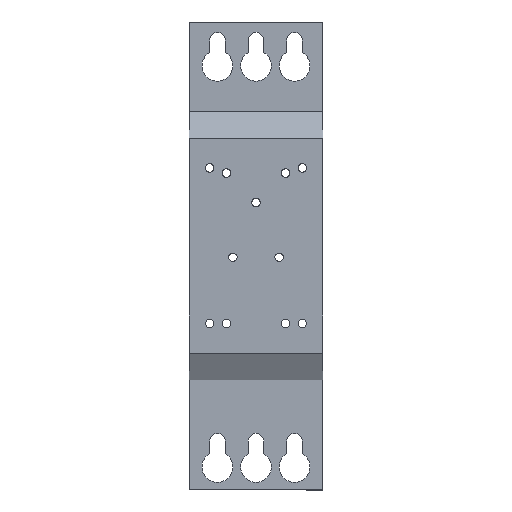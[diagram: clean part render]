
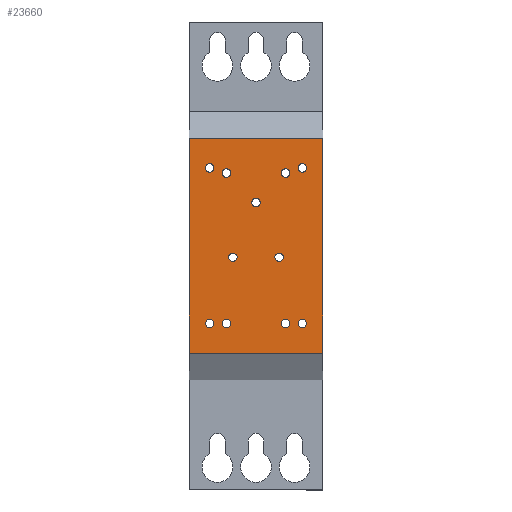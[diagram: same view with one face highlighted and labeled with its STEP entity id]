
A CAD part, top view. The second image highlights one B-rep face of the part: STEP entity #23660.
In plain terms, the highlighted face is planar.
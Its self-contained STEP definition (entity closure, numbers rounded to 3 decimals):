
#5160=CARTESIAN_POINT('',(84.287,3.,
-63.5));
#5170=VERTEX_POINT('',#5160);
#5200=CARTESIAN_POINT('',(82.637,3.,
-63.5));
#5210=DIRECTION('',(0.,1.,0.));
#5220=DIRECTION('',(1.,0.,0.));
#5230=AXIS2_PLACEMENT_3D('',#5200,#5210,#5220);
#5240=CIRCLE('',#5230,1.65);
#5250=CARTESIAN_POINT('',(80.987,3.,
-63.5));
#5260=VERTEX_POINT('',#5250);
#5270=EDGE_CURVE('',#5260,#5170,#5240,.T.);
#5550=CARTESIAN_POINT('',(108.387,3.,-56.15));
#5560=VERTEX_POINT('',#5550);
#5640=CARTESIAN_POINT('',(108.387,3.,-52.85));
#5650=VERTEX_POINT('',#5640);
#5680=CARTESIAN_POINT('',(108.387,3.,-54.5));
#5690=DIRECTION('',(0.,-1.,0.));
#5700=DIRECTION('',(0.,0.,-1.));
#5710=AXIS2_PLACEMENT_3D('',#5680,#5690,#5700);
#5720=CIRCLE('',#5710,1.65);
#5730=EDGE_CURVE('',#5650,#5560,#5720,.T.);
#6430=CARTESIAN_POINT('',(36.333,3.,
-46.5));
#6440=VERTEX_POINT('',#6430);
#6590=CARTESIAN_POINT('',(36.333,3.,
-98.5));
#6600=VERTEX_POINT('',#6590);
#6630=CARTESIAN_POINT('',(36.333,3.,0.));
#6640=DIRECTION('',(0.,0.,1.));
#6650=VECTOR('',#6640,1.);
#6660=LINE('',#6630,#6650);
#6670=EDGE_CURVE('',#6600,#6440,#6660,.T.);
#7750=CARTESIAN_POINT('',(84.287,3.,
-81.5));
#7760=VERTEX_POINT('',#7750);
#7790=CARTESIAN_POINT('',(82.637,3.,
-81.5));
#7800=DIRECTION('',(0.,1.,0.));
#7810=DIRECTION('',(1.,0.,0.));
#7820=AXIS2_PLACEMENT_3D('',#7790,#7800,#7810);
#7830=CIRCLE('',#7820,1.65);
#7840=CARTESIAN_POINT('',(80.987,3.,
-81.5));
#7850=VERTEX_POINT('',#7840);
#7860=EDGE_CURVE('',#7850,#7760,#7830,.T.);
#11230=CARTESIAN_POINT('',(49.887,3.,
-62.65));
#11240=VERTEX_POINT('',#11230);
#11270=CARTESIAN_POINT('',(49.887,3.,
-61.));
#11280=DIRECTION('',(0.,1.,0.));
#11290=DIRECTION('',(0.,0.,-1.));
#11300=AXIS2_PLACEMENT_3D('',#11270,#11280,#11290);
#11310=CIRCLE('',#11300,1.65);
#11320=CARTESIAN_POINT('',(49.887,3.,
-59.35));
#11330=VERTEX_POINT('',#11320);
#11340=EDGE_CURVE('',#11330,#11240,#11310,.T.);
#14300=CARTESIAN_POINT('',(63.037,3.,
-72.5));
#14310=VERTEX_POINT('',#14300);
#14340=CARTESIAN_POINT('',(61.387,3.,
-72.5));
#14350=DIRECTION('',(0.,1.,0.));
#14360=DIRECTION('',(1.,0.,0.));
#14370=AXIS2_PLACEMENT_3D('',#14340,#14350,#14360);
#14380=CIRCLE('',#14370,1.65);
#14390=CARTESIAN_POINT('',(59.737,3.,
-72.5));
#14400=VERTEX_POINT('',#14390);
#14410=EDGE_CURVE('',#14400,#14310,#14380,.T.);
#14950=CARTESIAN_POINT('',(108.387,3.,
-62.65));
#14960=VERTEX_POINT('',#14950);
#14990=CARTESIAN_POINT('',(108.387,3.,
-61.));
#15000=DIRECTION('',(0.,1.,0.));
#15010=DIRECTION('',(0.,0.,-1.));
#15020=AXIS2_PLACEMENT_3D('',#14990,#15000,#15010);
#15030=CIRCLE('',#15020,1.65);
#15040=CARTESIAN_POINT('',(108.387,3.,
-59.35));
#15050=VERTEX_POINT('',#15040);
#15060=EDGE_CURVE('',#15050,#14960,#15030,.T.);
#15630=CARTESIAN_POINT('',(108.387,3.,
-85.65));
#15640=VERTEX_POINT('',#15630);
#15670=CARTESIAN_POINT('',(108.387,3.,
-84.));
#15680=DIRECTION('',(0.,1.,0.));
#15690=DIRECTION('',(0.,0.,-1.));
#15700=AXIS2_PLACEMENT_3D('',#15670,#15680,#15690);
#15710=CIRCLE('',#15700,1.65);
#15720=CARTESIAN_POINT('',(108.387,3.,
-82.35));
#15730=VERTEX_POINT('',#15720);
#15740=EDGE_CURVE('',#15730,#15640,#15710,.T.);
#16020=CARTESIAN_POINT('',(108.387,3.,
-92.15));
#16030=VERTEX_POINT('',#16020);
#16110=CARTESIAN_POINT('',(108.387,3.,
-88.85));
#16120=VERTEX_POINT('',#16110);
#16150=CARTESIAN_POINT('',(108.387,3.,
-90.5));
#16160=DIRECTION('',(0.,1.,0.));
#16170=DIRECTION('',(0.,0.,1.));
#16180=AXIS2_PLACEMENT_3D('',#16150,#16160,#16170);
#16190=CIRCLE('',#16180,1.65);
#16200=EDGE_CURVE('',#16030,#16120,#16190,.T.);
#18950=CARTESIAN_POINT('',(47.887,3.,
-92.15));
#18960=VERTEX_POINT('',#18950);
#19040=CARTESIAN_POINT('',(47.887,3.,
-88.85));
#19050=VERTEX_POINT('',#19040);
#19080=CARTESIAN_POINT('',(47.887,3.,
-90.5));
#19090=DIRECTION('',(0.,1.,0.));
#19100=DIRECTION('',(0.,0.,1.));
#19110=AXIS2_PLACEMENT_3D('',#19080,#19090,#19100);
#19120=CIRCLE('',#19110,1.65);
#19130=EDGE_CURVE('',#18960,#19050,#19120,.T.);
#20620=CARTESIAN_POINT('',(47.887,3.,-56.15));
#20630=VERTEX_POINT('',#20620);
#20710=CARTESIAN_POINT('',(47.887,3.,-52.85));
#20720=VERTEX_POINT('',#20710);
#20750=CARTESIAN_POINT('',(47.887,3.,-54.5));
#20760=DIRECTION('',(0.,-1.,0.));
#20770=DIRECTION('',(0.,0.,-1.));
#20780=AXIS2_PLACEMENT_3D('',#20750,#20760,#20770);
#20790=CIRCLE('',#20780,1.65);
#20800=EDGE_CURVE('',#20720,#20630,#20790,.T.);
#22570=CARTESIAN_POINT('',(119.941,3.,
-98.5));
#22580=VERTEX_POINT('',#22570);
#22610=CARTESIAN_POINT('',(0.,3.,-98.5));
#22620=DIRECTION('',(1.,-0.,0.));
#22630=VECTOR('',#22620,1.);
#22640=LINE('',#22610,#22630);
#22650=EDGE_CURVE('',#6600,#22580,#22640,.T.);
#22780=CARTESIAN_POINT('',(40.387,3.,
-72.5));
#22790=DIRECTION('',(0.,1.,0.));
#22800=DIRECTION('',(-1.,0.,0.));
#22810=AXIS2_PLACEMENT_3D('',#22780,#22790,#22800);
#22820=PLANE('',#22810);
#22830=EDGE_CURVE('',#7760,#7850,#7830,.T.);
#22840=ORIENTED_EDGE('',*,*,#22830,.F.);
#22850=ORIENTED_EDGE('',*,*,#7860,.F.);
#22860=EDGE_LOOP('',(#22850,#22840));
#22870=FACE_BOUND('',#22860,.T.);
#22880=EDGE_CURVE('',#19050,#18960,#19120,.T.);
#22890=ORIENTED_EDGE('',*,*,#22880,.F.);
#22900=ORIENTED_EDGE('',*,*,#19130,.F.);
#22910=EDGE_LOOP('',(#22900,#22890));
#22920=FACE_BOUND('',#22910,.T.);
#22930=EDGE_CURVE('',#20630,#20720,#20790,.T.);
#22940=ORIENTED_EDGE('',*,*,#22930,.T.);
#22950=ORIENTED_EDGE('',*,*,#20800,.T.);
#22960=EDGE_LOOP('',(#22950,#22940));
#22970=FACE_BOUND('',#22960,.T.);
#22980=CARTESIAN_POINT('',(49.887,3.,
-84.));
#22990=DIRECTION('',(0.,1.,0.));
#23000=DIRECTION('',(0.,0.,-1.));
#23010=AXIS2_PLACEMENT_3D('',#22980,#22990,#23000);
#23020=CIRCLE('',#23010,1.65);
#23030=CARTESIAN_POINT('',(49.887,3.,
-85.65));
#23040=VERTEX_POINT('',#23030);
#23050=CARTESIAN_POINT('',(49.887,3.,
-82.35));
#23060=VERTEX_POINT('',#23050);
#23070=EDGE_CURVE('',#23040,#23060,#23020,.T.);
#23080=ORIENTED_EDGE('',*,*,#23070,.F.);
#23090=EDGE_CURVE('',#23060,#23040,#23020,.T.);
#23100=ORIENTED_EDGE('',*,*,#23090,.F.);
#23110=EDGE_LOOP('',(#23100,#23080));
#23120=FACE_BOUND('',#23110,.T.);
#23130=EDGE_CURVE('',#11240,#11330,#11310,.T.);
#23140=ORIENTED_EDGE('',*,*,#23130,.F.);
#23150=ORIENTED_EDGE('',*,*,#11340,.F.);
#23160=EDGE_LOOP('',(#23150,#23140));
#23170=FACE_BOUND('',#23160,.T.);
#23180=EDGE_CURVE('',#5560,#5650,#5720,.T.);
#23190=ORIENTED_EDGE('',*,*,#23180,.T.);
#23200=ORIENTED_EDGE('',*,*,#5730,.T.);
#23210=EDGE_LOOP('',(#23200,#23190));
#23220=FACE_BOUND('',#23210,.T.);
#23230=EDGE_CURVE('',#16120,#16030,#16190,.T.);
#23240=ORIENTED_EDGE('',*,*,#23230,.F.);
#23250=ORIENTED_EDGE('',*,*,#16200,.F.);
#23260=EDGE_LOOP('',(#23250,#23240));
#23270=FACE_BOUND('',#23260,.T.);
#23280=EDGE_CURVE('',#15640,#15730,#15710,.T.);
#23290=ORIENTED_EDGE('',*,*,#23280,.F.);
#23300=ORIENTED_EDGE('',*,*,#15740,.F.);
#23310=EDGE_LOOP('',(#23300,#23290));
#23320=FACE_BOUND('',#23310,.T.);
#23330=EDGE_CURVE('',#14960,#15050,#15030,.T.);
#23340=ORIENTED_EDGE('',*,*,#23330,.F.);
#23350=ORIENTED_EDGE('',*,*,#15060,.F.);
#23360=EDGE_LOOP('',(#23350,#23340));
#23370=FACE_BOUND('',#23360,.T.);
#23380=EDGE_CURVE('',#5170,#5260,#5240,.T.);
#23390=ORIENTED_EDGE('',*,*,#23380,.F.);
#23400=ORIENTED_EDGE('',*,*,#5270,.F.);
#23410=EDGE_LOOP('',(#23400,#23390));
#23420=FACE_BOUND('',#23410,.T.);
#23430=EDGE_CURVE('',#14310,#14400,#14380,.T.);
#23440=ORIENTED_EDGE('',*,*,#23430,.F.);
#23450=ORIENTED_EDGE('',*,*,#14410,.F.);
#23460=EDGE_LOOP('',(#23450,#23440));
#23470=FACE_BOUND('',#23460,.T.);
#23480=ORIENTED_EDGE('',*,*,#6670,.T.);
#23490=ORIENTED_EDGE('',*,*,#22650,.F.);
#23500=CARTESIAN_POINT('',(119.941,3.,0.));
#23510=DIRECTION('',(0.,0.,-1.));
#23520=VECTOR('',#23510,1.);
#23530=LINE('',#23500,#23520);
#23540=CARTESIAN_POINT('',(119.941,3.,
-46.5));
#23550=VERTEX_POINT('',#23540);
#23560=EDGE_CURVE('',#23550,#22580,#23530,.T.);
#23570=ORIENTED_EDGE('',*,*,#23560,.T.);
#23580=CARTESIAN_POINT('',(0.,3.,-46.5));
#23590=DIRECTION('',(1.,0.,0.));
#23600=VECTOR('',#23590,1.);
#23610=LINE('',#23580,#23600);
#23620=EDGE_CURVE('',#6440,#23550,#23610,.T.);
#23630=ORIENTED_EDGE('',*,*,#23620,.T.);
#23640=EDGE_LOOP('',(#23630,#23570,#23490,#23480));
#23650=FACE_OUTER_BOUND('',#23640,.T.);
#23660=ADVANCED_FACE('',(#22870,#22920,#22970,#23120,#23170,#23220,
#23270,#23320,#23370,#23420,#23470,#23650),#22820,.T.);
